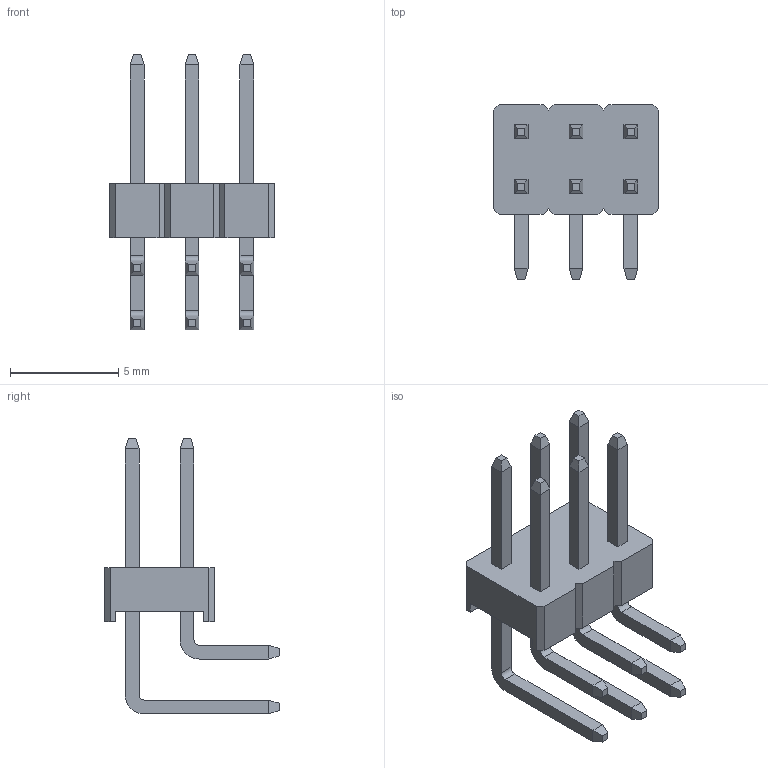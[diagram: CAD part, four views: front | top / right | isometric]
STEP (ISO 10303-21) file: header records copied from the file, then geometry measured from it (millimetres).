
FILE_DESCRIPTION (( 'STEP AP214' ), '1' );
FILE_NAME ('531ECB8E-D265-41CA-9D3B-0A01645FDDE2.STEP', '2023-03-09T22:01:10', ( '' ), ( '' ), 'SwSTEP 2.0', 'SolidWorks 2022', '' );
FILE_SCHEMA (( 'AUTOMOTIVE_DESIGN' ));
Length unit declared in the file: millimetre
Products named in the file (1): 531ECB8E-D265-41CA-9D3B-0A01645FDDE2
Bounding box: 7.62 x 8.08 x 12.76 mm (x, y, z)
Volume: 114.8 mm3; surface area: 359.9 mm2
Topology: 1 solids, 1 shells, 158 faces, 384 edges, 240 vertices
Faces by surface type: plane 146, cylinder 12
Entity records: 4808 total; most frequent: CARTESIAN_POINT 783, ORIENTED_EDGE 768, DIRECTION 726, EDGE_CURVE 384, VECTOR 360, LINE 360, VERTEX_POINT 240, AXIS2_PLACEMENT_3D 183
